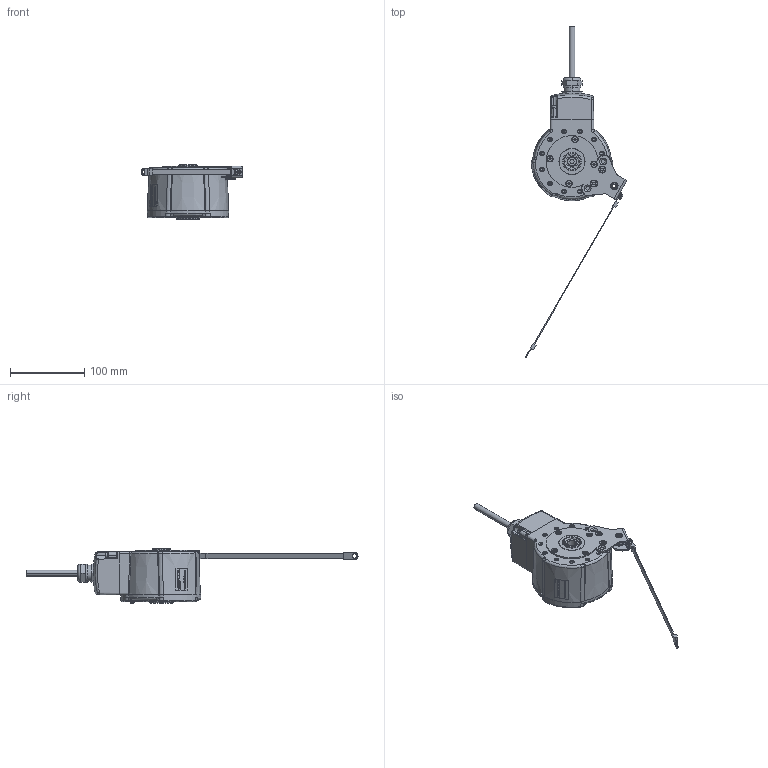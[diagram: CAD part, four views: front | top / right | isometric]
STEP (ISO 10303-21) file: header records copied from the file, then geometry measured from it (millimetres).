
FILE_DESCRIPTION((''),'2;1');
FILE_NAME('744757','2010-12-07T',('se2802'),(''),'PRO/ENGINEER BY PARAMETRIC TECHNOLOGY CORPORATION, 2010180','PRO/ENGINEER BY PARAMETRIC TECHNOLOGY CORPORATION, 2010180','');
FILE_SCHEMA(('CONFIG_CONTROL_DESIGN'));
Length unit declared in the file: millimetre
Products named in the file (1): 744757
Bounding box: 137.57 x 448.28 x 73.8 mm (x, y, z)
Volume: 311723.2 mm3; surface area: 129607.5 mm2
Topology: 9 solids, 12 shells, 1848 faces, 4767 edges, 3034 vertices
Faces by surface type: plane 613, cylinder 547, extrusion 326, cone 150, torus 111, bspline 76, sphere 24, revolution 1
Entity records: 99013 total; most frequent: CARTESIAN_POINT 55699, ORIENTED_EDGE 9494, DIRECTION 8094, EDGE_CURVE 4747, VERTEX_POINT 3034, AXIS2_PLACEMENT_3D 3014, VECTOR 2065, EDGE_LOOP 2047
